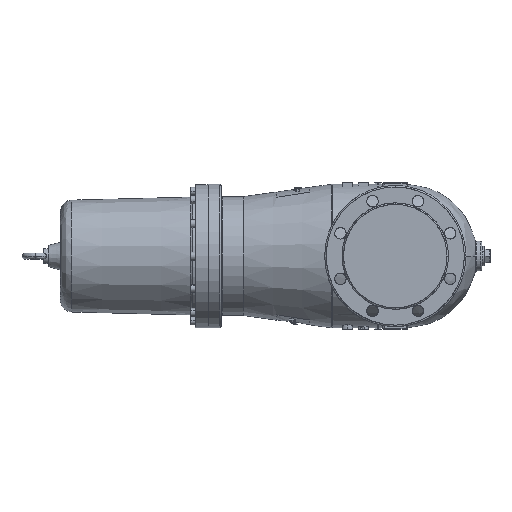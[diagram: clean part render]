
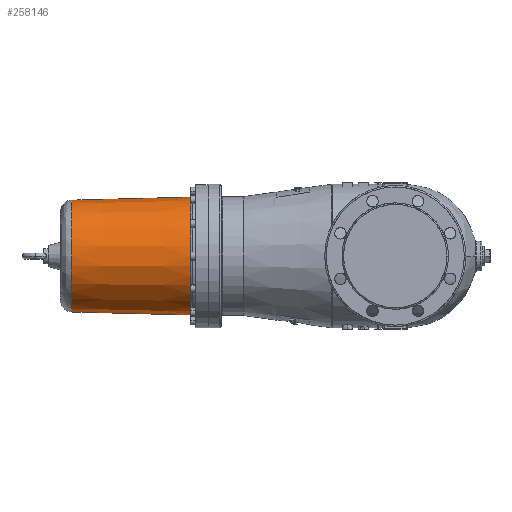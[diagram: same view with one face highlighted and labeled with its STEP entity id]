
A CAD part, left-side view. The second image highlights one B-rep face of the part: STEP entity #258146.
In plain terms, the highlighted conical face has half-angle 1.453 degrees and reference radius 119.044 mm.
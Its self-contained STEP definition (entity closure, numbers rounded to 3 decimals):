
#16434 = CARTESIAN_POINT ( 'NONE',  ( 0., 653.108, 0. ) ) ;
#17550 = DIRECTION ( 'NONE',  ( 0., -1., 0. ) ) ;
#43356 = DIRECTION ( 'NONE',  ( 0., 0., 1. ) ) ;
#45651 = CARTESIAN_POINT ( 'NONE',  ( 0., 413.373, 0. ) ) ;
#52516 = CARTESIAN_POINT ( 'NONE',  ( 0., 413.373, 119.044 ) ) ;
#58074 = FACE_OUTER_BOUND ( 'NONE', #286857, .T. ) ;
#81543 = ORIENTED_EDGE ( 'NONE', *, *, #90187, .T. ) ;
#82669 = DIRECTION ( 'NONE',  ( 0., 1., -0.025 ) ) ;
#85252 = EDGE_CURVE ( 'NONE', #160140, #110853, #342016, .T. ) ;
#90187 = EDGE_CURVE ( 'NONE', #157724, #138345, #319930, .T. ) ;
#107977 = DIRECTION ( 'NONE',  ( 0., 1., 0. ) ) ;
#108520 = AXIS2_PLACEMENT_3D ( 'NONE', #45651, #17550, #233198 ) ;
#110853 = VERTEX_POINT ( 'NONE', #268158 ) ;
#114571 = VECTOR ( 'NONE', #82669, 1000. ) ;
#123082 = CIRCLE ( 'NONE', #171663, 119.044 ) ;
#133460 = ORIENTED_EDGE ( 'NONE', *, *, #176878, .T. ) ;
#138345 = VERTEX_POINT ( 'NONE', #320681 ) ;
#157724 = VERTEX_POINT ( 'NONE', #52516 ) ;
#160140 = VERTEX_POINT ( 'NONE', #190471 ) ;
#166954 = CONICAL_SURFACE ( 'NONE', #108520, 119.044, 0.025 ) ;
#170845 = CIRCLE ( 'NONE', #330183, 112.964 ) ;
#171663 = AXIS2_PLACEMENT_3D ( 'NONE', #268566, #107977, #295478 ) ;
#176878 = EDGE_CURVE ( 'NONE', #110853, #157724, #123082, .T. ) ;
#190471 = CARTESIAN_POINT ( 'NONE',  ( 0., 653.108, -112.964 ) ) ;
#203951 = DIRECTION ( 'NONE',  ( 0., -1., 0. ) ) ;
#207923 = VECTOR ( 'NONE', #272634, 1000. ) ;
#217638 = CARTESIAN_POINT ( 'NONE',  ( 0., 653.108, -112.964 ) ) ;
#233198 = DIRECTION ( 'NONE',  ( 0., 0., -1. ) ) ;
#234640 = ORIENTED_EDGE ( 'NONE', *, *, #85252, .T. ) ;
#258146 = ADVANCED_FACE ( 'NONE', ( #58074 ), #166954, .T. ) ;
#258538 = ORIENTED_EDGE ( 'NONE', *, *, #346330, .T. ) ;
#268158 = CARTESIAN_POINT ( 'NONE',  ( 0., 413.373, -119.044 ) ) ;
#268566 = CARTESIAN_POINT ( 'NONE',  ( 0., 413.373, 0. ) ) ;
#270101 = CARTESIAN_POINT ( 'NONE',  ( 0., 653.108, 112.964 ) ) ;
#272634 = DIRECTION ( 'NONE',  ( 0., -1., -0.025 ) ) ;
#286857 = EDGE_LOOP ( 'NONE', ( #133460, #81543, #258538, #234640 ) ) ;
#295478 = DIRECTION ( 'NONE',  ( 0., 0., 1. ) ) ;
#319930 = LINE ( 'NONE', #270101, #114571 ) ;
#320681 = CARTESIAN_POINT ( 'NONE',  ( 0., 653.108, 112.964 ) ) ;
#330183 = AXIS2_PLACEMENT_3D ( 'NONE', #16434, #203951, #43356 ) ;
#342016 = LINE ( 'NONE', #217638, #207923 ) ;
#346330 = EDGE_CURVE ( 'NONE', #138345, #160140, #170845, .T. ) ;
